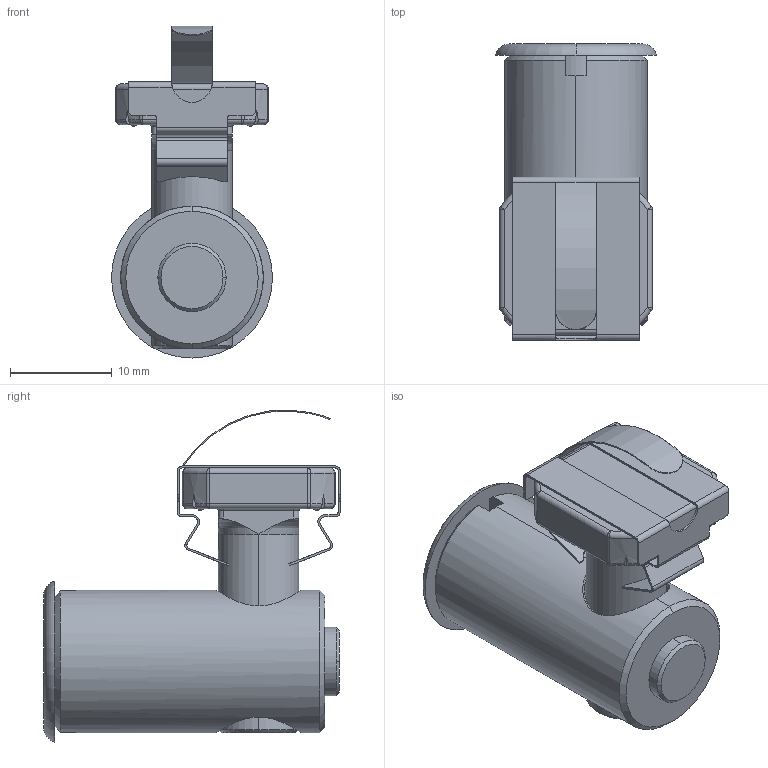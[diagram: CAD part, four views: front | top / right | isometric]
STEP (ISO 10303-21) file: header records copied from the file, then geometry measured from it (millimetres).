
FILE_DESCRIPTION (( 'STEP AP214' ), '1' );
FILE_NAME ('FIXE08E1533-Fixation centrale standard 8 40 bidirectionnelle.step', '2023-03-24T10:04:35', ( 'Altae' ), ( '' ), 'SwSTEP 2.0', 'SolidWorks 2021', '' );
FILE_SCHEMA (( 'AUTOMOTIVE_DESIGN' ));
Length unit declared in the file: millimetre
Products named in the file (1): FIXE08E1533-Fixation centrale standard 8 40 bidirectionnelle
Bounding box: 15.8 x 29.1 x 32.59 mm (x, y, z)
Volume: 5473 mm3; surface area: 5266.7 mm2
Topology: 5 solids, 5 shells, 265 faces, 646 edges, 388 vertices
Faces by surface type: plane 108, cylinder 85, cone 24, torus 24, sphere 18, bspline 6
Entity records: 8761 total; most frequent: CARTESIAN_POINT 2576, DIRECTION 1295, ORIENTED_EDGE 1278, EDGE_CURVE 639, AXIS2_PLACEMENT_3D 492, VERTEX_POINT 385, LINE 311, VECTOR 311
